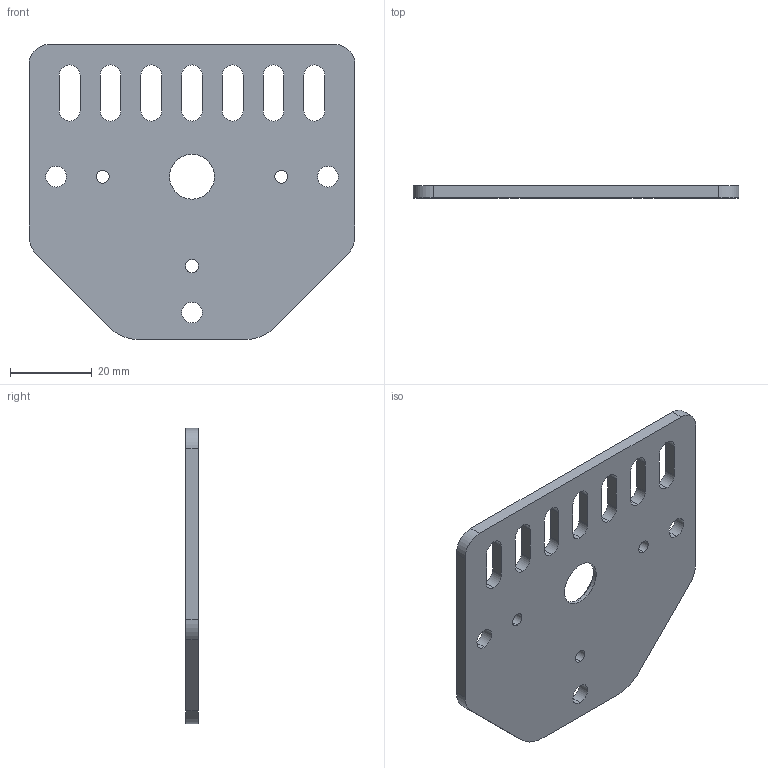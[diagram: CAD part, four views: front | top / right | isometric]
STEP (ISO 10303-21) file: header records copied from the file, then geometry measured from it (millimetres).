
FILE_DESCRIPTION (( 'STEP AP203' ), '1' );
FILE_NAME ('Threaded Rod Plate Nema 23.step', '2015-08-20T16:31:18', ( '' ), ( '' ), 'SwSTEP 2.0', 'SolidWorks 2014', '' );
FILE_SCHEMA (( 'CONFIG_CONTROL_DESIGN' ));
Length unit declared in the file: millimetre
Products named in the file (1): Threaded Rod Plate Nema 23
Bounding box: 80 x 3 x 72.5 mm (x, y, z)
Volume: 13685.1 mm3; surface area: 11156.2 mm2
Topology: 1 solids, 1 shells, 66 faces, 189 edges, 126 vertices
Faces by surface type: cylinder 43, plane 23
Entity records: 2332 total; most frequent: DIRECTION 409, CARTESIAN_POINT 382, ORIENTED_EDGE 378, EDGE_CURVE 189, AXIS2_PLACEMENT_3D 153, VERTEX_POINT 126, VECTOR 103, LINE 103
